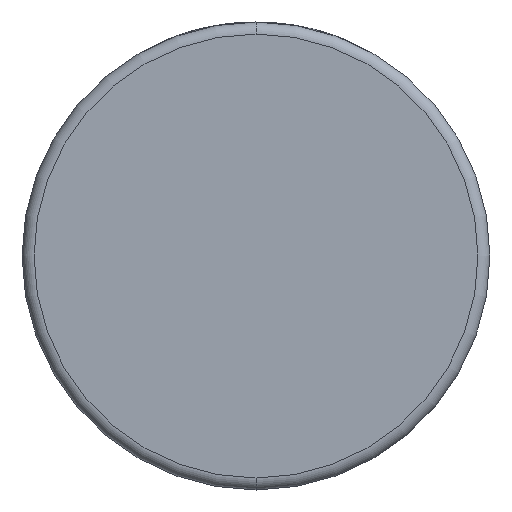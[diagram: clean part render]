
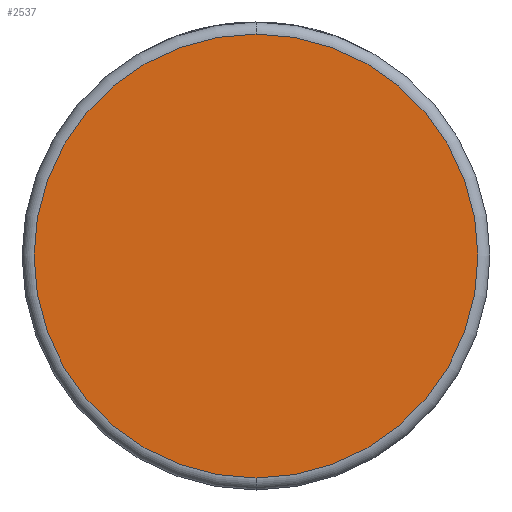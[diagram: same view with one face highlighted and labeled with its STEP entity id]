
A CAD part, front view. The second image highlights one B-rep face of the part: STEP entity #2537.
In plain terms, the highlighted planar face has unit normal (0, -1, 0).
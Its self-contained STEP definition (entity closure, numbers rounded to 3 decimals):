
#368 = FACE_OUTER_BOUND ( 'NONE', #3386, .T. ) ;
#409 = VERTEX_POINT ( 'NONE', #2646 ) ;
#413 = CARTESIAN_POINT ( 'NONE',  ( 0., 0., -37. ) ) ;
#432 = EDGE_CURVE ( 'NONE', #409, #3594, #1956, .T. ) ;
#722 = CIRCLE ( 'NONE', #2582, 37. ) ;
#759 = EDGE_CURVE ( 'NONE', #3594, #409, #722, .T. ) ;
#1246 = ORIENTED_EDGE ( 'NONE', *, *, #759, .T. ) ;
#1499 = CARTESIAN_POINT ( 'NONE',  ( 0., 0., 0. ) ) ;
#1956 = CIRCLE ( 'NONE', #2865, 37. ) ;
#2049 = PLANE ( 'NONE',  #3503 ) ;
#2516 = DIRECTION ( 'NONE',  ( 0., -1., 0. ) ) ;
#2537 = ADVANCED_FACE ( 'NONE', ( #368 ), #2049, .F. ) ;
#2582 = AXIS2_PLACEMENT_3D ( 'NONE', #1499, #2516, #2796 ) ;
#2646 = CARTESIAN_POINT ( 'NONE',  ( 0., 0., 37. ) ) ;
#2788 = DIRECTION ( 'NONE',  ( 0., 0., 1. ) ) ;
#2796 = DIRECTION ( 'NONE',  ( 0., 0., 1. ) ) ;
#2865 = AXIS2_PLACEMENT_3D ( 'NONE', #3264, #3577, #4212 ) ;
#3264 = CARTESIAN_POINT ( 'NONE',  ( 0., 0., 0. ) ) ;
#3386 = EDGE_LOOP ( 'NONE', ( #4148, #1246 ) ) ;
#3503 = AXIS2_PLACEMENT_3D ( 'NONE', #4053, #3737, #2788 ) ;
#3577 = DIRECTION ( 'NONE',  ( 0., -1., 0. ) ) ;
#3594 = VERTEX_POINT ( 'NONE', #413 ) ;
#3737 = DIRECTION ( 'NONE',  ( 0., 1., 0. ) ) ;
#4053 = CARTESIAN_POINT ( 'NONE',  ( 0., 0., 0. ) ) ;
#4148 = ORIENTED_EDGE ( 'NONE', *, *, #432, .T. ) ;
#4212 = DIRECTION ( 'NONE',  ( 0., 0., 1. ) ) ;
